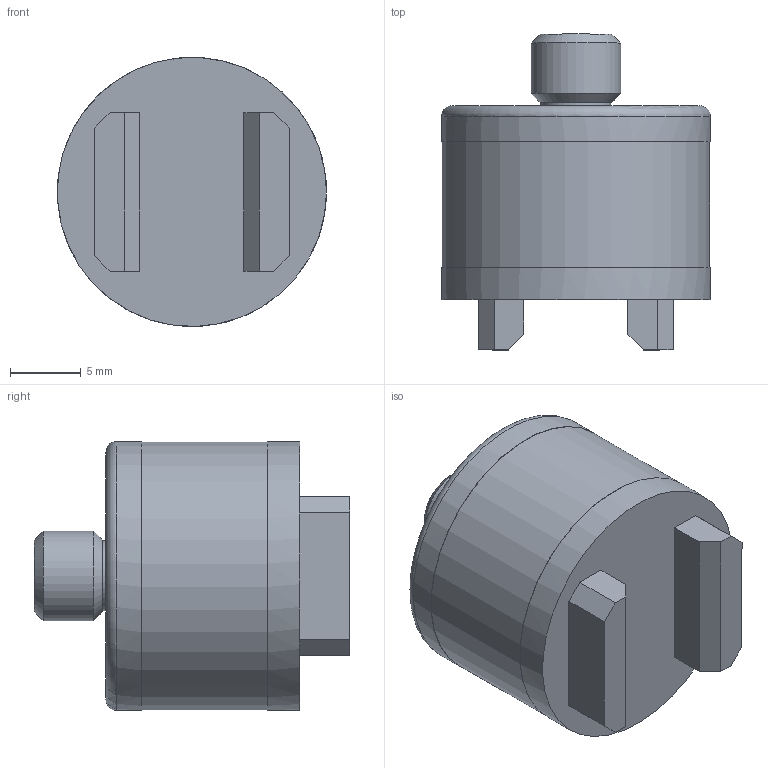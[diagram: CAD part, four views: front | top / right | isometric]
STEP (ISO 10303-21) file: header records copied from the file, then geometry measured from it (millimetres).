
FILE_DESCRIPTION(/* description */ (''),/* implementation_level */ '2;1');
FILE_NAME(/* name */ 'MH137-1A.stp',/* time_stamp */ '2017-05-05T17:15:59-04:00',/* author */ ('aneininger'),/* organization */ ('CONNECTION TECHNOLOGY CENTER'),/* preprocessor_version */ 'ST-DEVELOPER v16.5',/* originating_system */ 'Autodesk Inventor 2017',/* authorisation */ '');
FILE_SCHEMA (('AUTOMOTIVE_DESIGN { 1 0 10303 214 3 1 1 }'));
Length unit declared in the file: inch
Products named in the file (1): Part14
Bounding box: 19.04 x 22.35 x 19.03 mm (x, y, z)
Volume: 4272.4 mm3; surface area: 1661.2 mm2
Topology: 1 solids, 1 shells, 30 faces, 65 edges, 43 vertices
Faces by surface type: plane 22, cylinder 5, cone 2, torus 1
Full cylindrical faces by diameter (mm): 4.953 x1, 6.35 x1, 18.999 x1, 19.05 x2
Entity records: 839 total; most frequent: DIRECTION 130, CARTESIAN_POINT 127, ORIENTED_EDGE 110, EDGE_CURVE 55, EDGE_LOOP 44, AXIS2_PLACEMENT_3D 44, LINE 42, VECTOR 42
